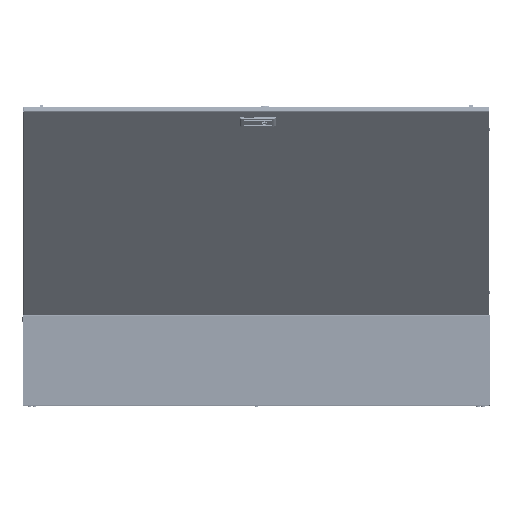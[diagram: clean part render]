
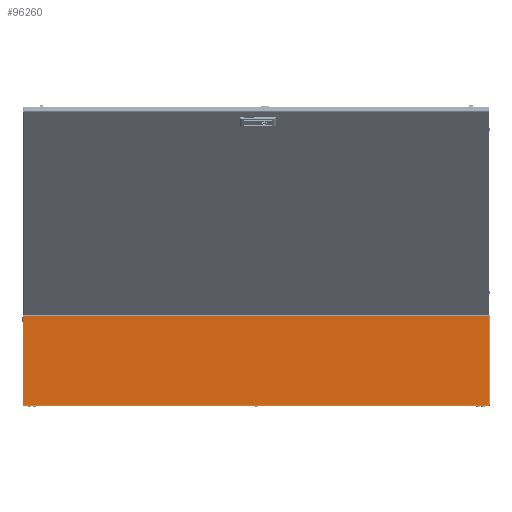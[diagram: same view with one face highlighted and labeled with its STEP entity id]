
A CAD part, front view. The second image highlights one B-rep face of the part: STEP entity #96260.
In plain terms, the highlighted planar face has unit normal (0, -1, 0).
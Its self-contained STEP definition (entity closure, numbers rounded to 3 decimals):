
#30342 = VERTEX_POINT ( 'NONE', #87443 ) ;
#30361 = VERTEX_POINT ( 'NONE', #87459 ) ;
#30379 = VERTEX_POINT ( 'NONE', #87475 ) ;
#30398 = VERTEX_POINT ( 'NONE', #87491 ) ;
#32793 = LINE ( 'NONE', #32830, #131513 ) ;
#32812 = LINE ( 'NONE', #32815, #131509 ) ;
#32815 = CARTESIAN_POINT ( 'NONE',  ( -698.5, -400., 1.5 ) ) ;
#32816 = DIRECTION ( 'NONE',  ( -1., 0., 0. ) ) ;
#32824 = LINE ( 'NONE', #32827, #131519 ) ;
#32827 = CARTESIAN_POINT ( 'NONE',  ( 697.793, -400., 270.5 ) ) ;
#32829 = DIRECTION ( 'NONE',  ( -1., 0., 0. ) ) ;
#32830 = CARTESIAN_POINT ( 'NONE',  ( -698.4, -400., 1.5 ) ) ;
#32833 = DIRECTION ( 'NONE',  ( 0., 0., 1. ) ) ;
#32835 = LINE ( 'NONE', #32838, #131526 ) ;
#32838 = CARTESIAN_POINT ( 'NONE',  ( 698.4, -400., 1.5 ) ) ;
#32839 = DIRECTION ( 'NONE',  ( 0., 0., 1. ) ) ;
#71146 = ORIENTED_EDGE ( 'NONE', *, *, #95095, .T. ) ;
#71148 = ORIENTED_EDGE ( 'NONE', *, *, #95097, .F. ) ;
#71151 = ORIENTED_EDGE ( 'NONE', *, *, #95091, .F. ) ;
#71154 = ORIENTED_EDGE ( 'NONE', *, *, #95100, .T. ) ;
#83114 = EDGE_LOOP ( 'NONE', ( #71146, #71148, #71151, #71154 ) ) ;
#87443 = CARTESIAN_POINT ( 'NONE',  ( 698.4, -400., 1.5 ) ) ;
#87459 = CARTESIAN_POINT ( 'NONE',  ( -698.4, -400., 1.5 ) ) ;
#87475 = CARTESIAN_POINT ( 'NONE',  ( -698.4, -400., 270.5 ) ) ;
#87491 = CARTESIAN_POINT ( 'NONE',  ( 698.4, -400., 270.5 ) ) ;
#95091 = EDGE_CURVE ( 'NONE', #30342, #30361, #32812, .T. ) ;
#95095 = EDGE_CURVE ( 'NONE', #30398, #30379, #32824, .T. ) ;
#95097 = EDGE_CURVE ( 'NONE', #30361, #30379, #32793, .T. ) ;
#95100 = EDGE_CURVE ( 'NONE', #30342, #30398, #32835, .T. ) ;
#96260 = ADVANCED_FACE ( 'NONE', ( #155201 ), #155203, .F. ) ;
#131509 = VECTOR ( 'NONE', #32816, 1000. ) ;
#131513 = VECTOR ( 'NONE', #32833, 1000. ) ;
#131519 = VECTOR ( 'NONE', #32829, 1000. ) ;
#131526 = VECTOR ( 'NONE', #32839, 1000. ) ;
#150970 = AXIS2_PLACEMENT_3D ( 'NONE', #155191, #155211, #155214 ) ;
#155191 = CARTESIAN_POINT ( 'NONE',  ( -698.5, -400., 272. ) ) ;
#155201 = FACE_OUTER_BOUND ( 'NONE', #83114, .T. ) ;
#155203 = PLANE ( 'NONE',  #150970 ) ;
#155211 = DIRECTION ( 'NONE',  ( 0., 1., 0. ) ) ;
#155214 = DIRECTION ( 'NONE',  ( 0., 0., 1. ) ) ;
